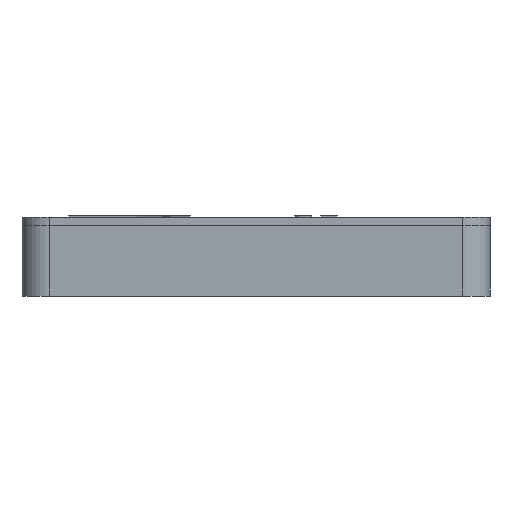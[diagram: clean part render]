
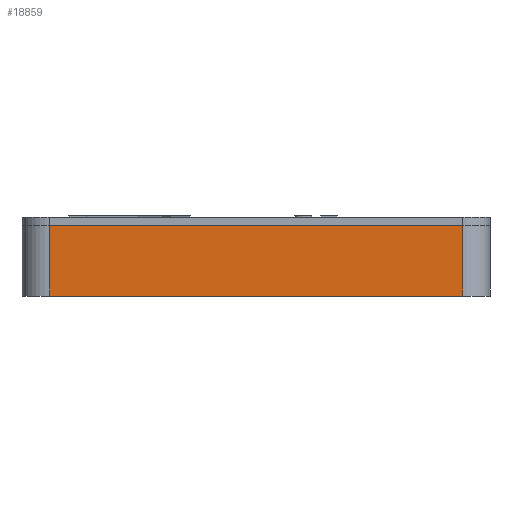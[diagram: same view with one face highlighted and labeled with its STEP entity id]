
A CAD part, left-side view. The second image highlights one B-rep face of the part: STEP entity #18859.
In plain terms, the highlighted planar face has unit normal (-1, 0, 0).
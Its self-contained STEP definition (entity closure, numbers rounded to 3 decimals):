
#2891=FACE_OUTER_BOUND('',#4069,.T.);
#4069=EDGE_LOOP('',(#17416,#17417,#17418,#17419));
#5672=LINE('',#35925,#7306);
#5674=LINE('',#35943,#7308);
#5681=LINE('',#35958,#7315);
#5693=LINE('',#35994,#7327);
#7306=VECTOR('',#22623,10.);
#7308=VECTOR('',#22645,10.);
#7315=VECTOR('',#22656,10.);
#7327=VECTOR('',#22688,10.);
#9140=VERTEX_POINT('',#35911);
#9146=VERTEX_POINT('',#35923);
#9151=VERTEX_POINT('',#35939);
#9158=VERTEX_POINT('',#35957);
#11876=EDGE_CURVE('',#9146,#9140,#5672,.T.);
#11883=EDGE_CURVE('',#9140,#9151,#5674,.T.);
#11890=EDGE_CURVE('',#9151,#9158,#5681,.T.);
#11909=EDGE_CURVE('',#9158,#9146,#5693,.T.);
#17416=ORIENTED_EDGE('',*,*,#11883,.F.);
#17417=ORIENTED_EDGE('',*,*,#11876,.F.);
#17418=ORIENTED_EDGE('',*,*,#11909,.F.);
#17419=ORIENTED_EDGE('',*,*,#11890,.F.);
#17873=PLANE('',#19629);
#18859=ADVANCED_FACE('',(#2891),#17873,.T.);
#19629=AXIS2_PLACEMENT_3D('',#36042,#22744,#22745);
#22623=DIRECTION('',(0.,1.,0.));
#22645=DIRECTION('',(0.,0.,1.));
#22656=DIRECTION('',(0.,-1.,0.));
#22688=DIRECTION('',(0.,0.,-1.));
#22744=DIRECTION('center_axis',(-1.,0.,0.));
#22745=DIRECTION('ref_axis',(0.,-1.,0.));
#35911=CARTESIAN_POINT('',(60.,-20.,-13.));
#35923=CARTESIAN_POINT('',(60.,-95.816,-13.));
#35925=CARTESIAN_POINT('',(60.,-100.816,-13.));
#35939=CARTESIAN_POINT('',(60.,-20.,0.));
#35943=CARTESIAN_POINT('',(60.,-20.,-13.));
#35957=CARTESIAN_POINT('',(60.,-95.816,0.));
#35958=CARTESIAN_POINT('',(60.,-100.816,0.));
#35994=CARTESIAN_POINT('',(60.,-95.816,-13.));
#36042=CARTESIAN_POINT('Origin',(60.,-15.,-13.));
